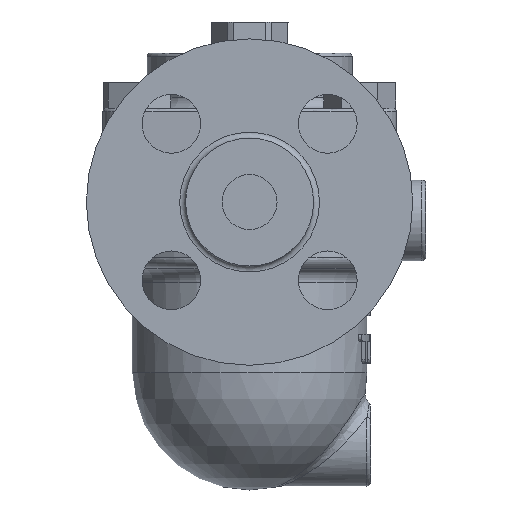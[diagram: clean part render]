
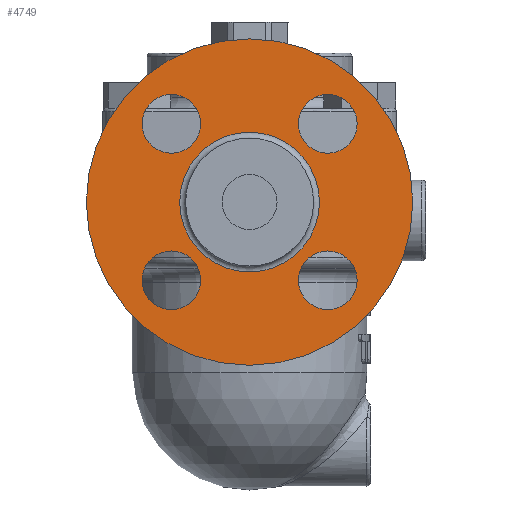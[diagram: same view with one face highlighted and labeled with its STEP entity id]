
A CAD part, left-side view. The second image highlights one B-rep face of the part: STEP entity #4749.
In plain terms, the highlighted planar face has unit normal (-1, 0, 0).
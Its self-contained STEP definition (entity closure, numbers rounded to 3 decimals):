
#639=FACE_BOUND('',#1125,.T.);
#640=FACE_BOUND('',#1126,.T.);
#641=FACE_BOUND('',#1127,.T.);
#642=FACE_BOUND('',#1128,.T.);
#643=FACE_BOUND('',#1129,.T.);
#687=PLANE('',#5074);
#800=FACE_OUTER_BOUND('',#1124,.T.);
#1124=EDGE_LOOP('',(#3239));
#1125=EDGE_LOOP('',(#3240));
#1126=EDGE_LOOP('',(#3241));
#1127=EDGE_LOOP('',(#3242));
#1128=EDGE_LOOP('',(#3243));
#1129=EDGE_LOOP('',(#3244));
#1707=CIRCLE('',#5070,44.5);
#1709=CIRCLE('',#5073,19.05);
#1710=CIRCLE('',#5075,8.);
#1711=CIRCLE('',#5076,8.);
#1712=CIRCLE('',#5077,8.);
#1713=CIRCLE('',#5078,8.);
#2006=VERTEX_POINT('',#7828);
#2008=VERTEX_POINT('',#7833);
#2009=VERTEX_POINT('',#7836);
#2010=VERTEX_POINT('',#7838);
#2011=VERTEX_POINT('',#7840);
#2012=VERTEX_POINT('',#7842);
#2485=EDGE_CURVE('',#2006,#2006,#1707,.T.);
#2487=EDGE_CURVE('',#2008,#2008,#1709,.T.);
#2488=EDGE_CURVE('',#2009,#2009,#1710,.T.);
#2489=EDGE_CURVE('',#2010,#2010,#1711,.T.);
#2490=EDGE_CURVE('',#2011,#2011,#1712,.T.);
#2491=EDGE_CURVE('',#2012,#2012,#1713,.T.);
#3239=ORIENTED_EDGE('',*,*,#2485,.F.);
#3240=ORIENTED_EDGE('',*,*,#2488,.F.);
#3241=ORIENTED_EDGE('',*,*,#2489,.F.);
#3242=ORIENTED_EDGE('',*,*,#2490,.F.);
#3243=ORIENTED_EDGE('',*,*,#2491,.F.);
#3244=ORIENTED_EDGE('',*,*,#2487,.F.);
#4749=ADVANCED_FACE('',(#800,#639,#640,#641,#642,#643),#687,.F.);
#5070=AXIS2_PLACEMENT_3D('',#7829,#5571,#5572);
#5073=AXIS2_PLACEMENT_3D('',#7834,#5577,#5578);
#5074=AXIS2_PLACEMENT_3D('',#7835,#5579,#5580);
#5075=AXIS2_PLACEMENT_3D('',#7837,#5581,#5582);
#5076=AXIS2_PLACEMENT_3D('',#7839,#5583,#5584);
#5077=AXIS2_PLACEMENT_3D('',#7841,#5585,#5586);
#5078=AXIS2_PLACEMENT_3D('',#7843,#5587,#5588);
#5571=DIRECTION('center_axis',(1.,0.,0.));
#5572=DIRECTION('ref_axis',(0.,0.,1.));
#5577=DIRECTION('center_axis',(-1.,0.,0.));
#5578=DIRECTION('ref_axis',(0.,0.,1.));
#5579=DIRECTION('center_axis',(1.,0.,0.));
#5580=DIRECTION('ref_axis',(0.,0.,-1.));
#5581=DIRECTION('center_axis',(-1.,0.,0.));
#5582=DIRECTION('ref_axis',(0.,-1.,0.));
#5583=DIRECTION('center_axis',(-1.,0.,0.));
#5584=DIRECTION('ref_axis',(0.,0.,1.));
#5585=DIRECTION('center_axis',(-1.,0.,0.));
#5586=DIRECTION('ref_axis',(0.,1.,0.));
#5587=DIRECTION('center_axis',(-1.,0.,0.));
#5588=DIRECTION('ref_axis',(0.,0.,-1.));
#7828=CARTESIAN_POINT('',(-79.4,0.,-44.5));
#7829=CARTESIAN_POINT('Origin',(-79.4,0.,0.));
#7833=CARTESIAN_POINT('',(-79.4,0.,-19.05));
#7834=CARTESIAN_POINT('Origin',(-79.4,0.,0.));
#7835=CARTESIAN_POINT('Origin',(-79.4,0.,0.));
#7836=CARTESIAN_POINT('',(-79.4,21.319,-29.319));
#7837=CARTESIAN_POINT('Origin',(-79.4,21.319,-21.319));
#7838=CARTESIAN_POINT('',(-79.4,-21.319,-29.319));
#7839=CARTESIAN_POINT('Origin',(-79.4,-21.319,-21.319));
#7840=CARTESIAN_POINT('',(-79.4,-21.319,13.319));
#7841=CARTESIAN_POINT('Origin',(-79.4,-21.319,21.319));
#7842=CARTESIAN_POINT('',(-79.4,21.319,13.319));
#7843=CARTESIAN_POINT('Origin',(-79.4,21.319,21.319));
